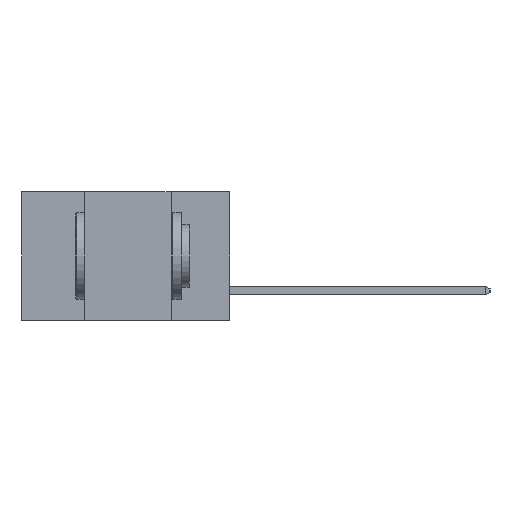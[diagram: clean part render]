
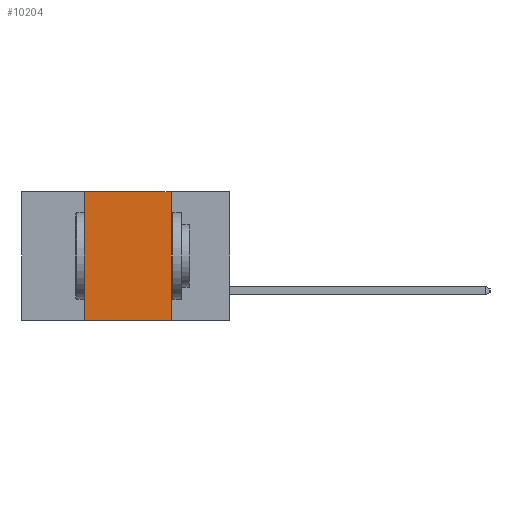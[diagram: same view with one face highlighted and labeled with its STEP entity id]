
A CAD part, left-side view. The second image highlights one B-rep face of the part: STEP entity #10204.
In plain terms, the highlighted planar face has unit normal (-1, 0, 0).
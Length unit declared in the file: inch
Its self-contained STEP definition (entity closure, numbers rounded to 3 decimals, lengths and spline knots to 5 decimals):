
#514 = VECTOR ( 'NONE', #4896, 39.37008 ) ;
#565 = DIRECTION ( 'NONE',  ( 0., -1., 0. ) ) ;
#2673 = CARTESIAN_POINT ( 'NONE',  ( 0., 0.17, 0. ) ) ;
#4461 = VECTOR ( 'NONE', #10702, 39.37008 ) ;
#4509 = VECTOR ( 'NONE', #23330, 39.37008 ) ;
#4896 = DIRECTION ( 'NONE',  ( 0., 0., -1. ) ) ;
#5133 = ORIENTED_EDGE ( 'NONE', *, *, #12959, .F. ) ;
#6166 = VERTEX_POINT ( 'NONE', #24171 ) ;
#6281 = CARTESIAN_POINT ( 'NONE',  ( 0., 0.6, 0. ) ) ;
#7156 = ORIENTED_EDGE ( 'NONE', *, *, #15861, .F. ) ;
#7360 = ORIENTED_EDGE ( 'NONE', *, *, #15014, .F. ) ;
#7654 = CARTESIAN_POINT ( 'NONE',  ( 0., 0.17, -0.37 ) ) ;
#7741 = VECTOR ( 'NONE', #565, 39.37008 ) ;
#8485 = DIRECTION ( 'NONE',  ( 0., 0., -1. ) ) ;
#8519 = CARTESIAN_POINT ( 'NONE',  ( 0., 0.6, 0. ) ) ;
#10166 = VERTEX_POINT ( 'NONE', #27925 ) ;
#10204 = ADVANCED_FACE ( 'NONE', ( #16887 ), #17282, .F. ) ;
#10702 = DIRECTION ( 'NONE',  ( 0., -1., 0. ) ) ;
#11054 = LINE ( 'NONE', #16671, #4509 ) ;
#11540 = ORIENTED_EDGE ( 'NONE', *, *, #20880, .T. ) ;
#11930 = VERTEX_POINT ( 'NONE', #7654 ) ;
#12216 = LINE ( 'NONE', #2673, #514 ) ;
#12959 = EDGE_CURVE ( 'NONE', #6166, #11930, #12216, .T. ) ;
#13605 = LINE ( 'NONE', #18232, #7741 ) ;
#15014 = EDGE_CURVE ( 'NONE', #19151, #10166, #11054, .T. ) ;
#15785 = AXIS2_PLACEMENT_3D ( 'NONE', #6281, #21660, #8485 ) ;
#15861 = EDGE_CURVE ( 'NONE', #10166, #6166, #27054, .T. ) ;
#16671 = CARTESIAN_POINT ( 'NONE',  ( 0., 0.42, 0. ) ) ;
#16887 = FACE_OUTER_BOUND ( 'NONE', #17078, .T. ) ;
#17078 = EDGE_LOOP ( 'NONE', ( #5133, #7156, #7360, #11540 ) ) ;
#17282 = PLANE ( 'NONE',  #15785 ) ;
#18232 = CARTESIAN_POINT ( 'NONE',  ( 0., 0.6, -0.37 ) ) ;
#19151 = VERTEX_POINT ( 'NONE', #19504 ) ;
#19504 = CARTESIAN_POINT ( 'NONE',  ( 0., 0.42, -0.37 ) ) ;
#20880 = EDGE_CURVE ( 'NONE', #19151, #11930, #13605, .T. ) ;
#21660 = DIRECTION ( 'NONE',  ( 1., 0., 0. ) ) ;
#23330 = DIRECTION ( 'NONE',  ( 0., 0., 1. ) ) ;
#24171 = CARTESIAN_POINT ( 'NONE',  ( 0., 0.17, 0. ) ) ;
#27054 = LINE ( 'NONE', #8519, #4461 ) ;
#27925 = CARTESIAN_POINT ( 'NONE',  ( 0., 0.42, 0. ) ) ;
